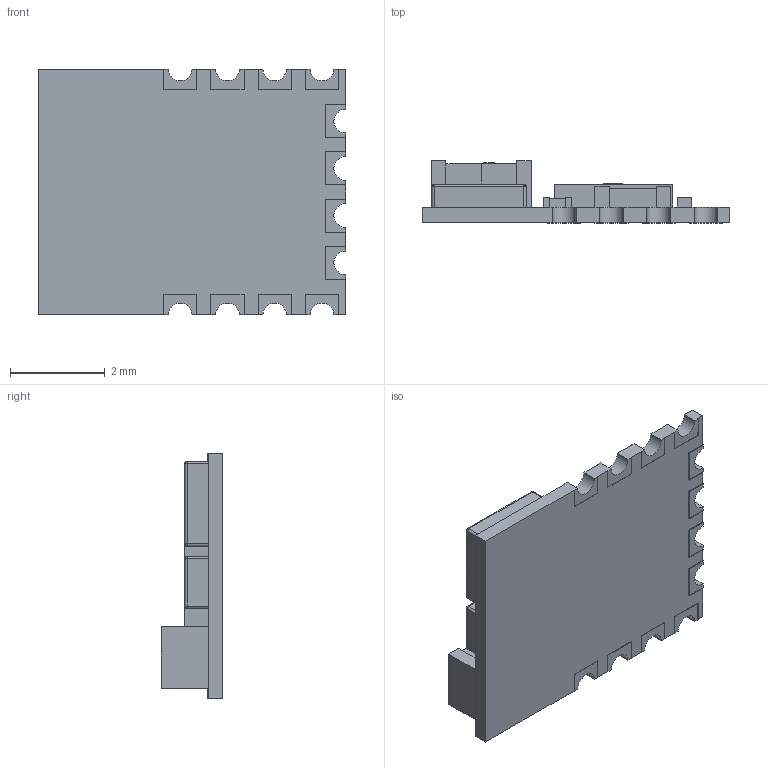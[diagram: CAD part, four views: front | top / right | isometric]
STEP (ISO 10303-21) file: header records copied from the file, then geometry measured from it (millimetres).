
FILE_DESCRIPTION (( 'STEP AP214' ), '1' );
FILE_NAME ('User Library-hj-580la.STEP', '2021-01-23T12:30:11', ( '' ), ( '' ), 'SwSTEP 2.0', 'SolidWorks 2020', '' );
FILE_SCHEMA (( 'AUTOMOTIVE_DESIGN' ));
Length unit declared in the file: millimetre
Products named in the file (1): User Library-hj-580la
Bounding box: 6.5 x 1.31 x 5.2 mm (x, y, z)
Volume: 18.9 mm3; surface area: 96.1 mm2
Topology: 1 solids, 1 shells, 369 faces, 1033 edges, 672 vertices
Faces by surface type: plane 268, bspline 69, cylinder 32
Entity records: 15963 total; most frequent: CARTESIAN_POINT 2988, ORIENTED_EDGE 2034, DIRECTION 1609, EDGE_CURVE 1017, LINE 815, VECTOR 815, VERTEX_POINT 672, AXIS2_PLACEMENT_3D 397
